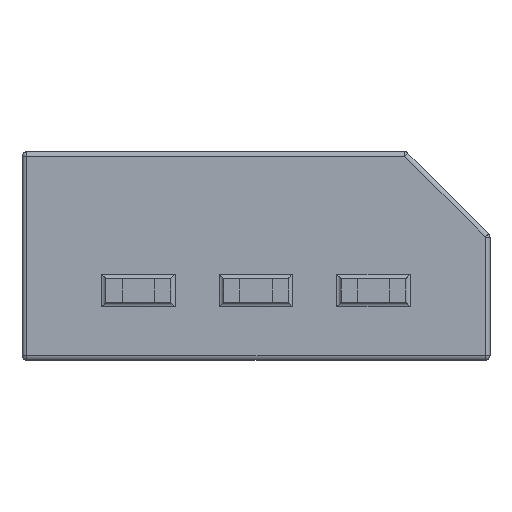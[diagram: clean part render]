
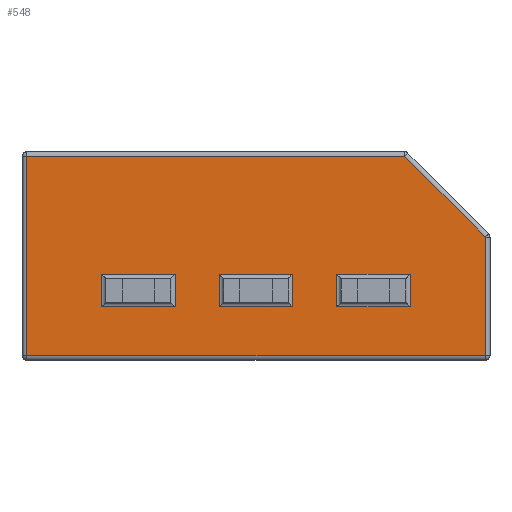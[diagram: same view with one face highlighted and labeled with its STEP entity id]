
A CAD part, front view. The second image highlights one B-rep face of the part: STEP entity #548.
In plain terms, the highlighted planar face has unit normal (0, -1, 0).
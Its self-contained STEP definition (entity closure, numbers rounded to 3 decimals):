
#9 = VERTEX_POINT ( 'NONE', #1704 ) ;
#16 = VERTEX_POINT ( 'NONE', #2107 ) ;
#35 = ORIENTED_EDGE ( 'NONE', *, *, #1716, .T. ) ;
#42 = CARTESIAN_POINT ( 'NONE',  ( 0., 0., -1.1 ) ) ;
#93 = DIRECTION ( 'NONE',  ( 0., 0., -1. ) ) ;
#109 = DIRECTION ( 'NONE',  ( 0., 0., 1. ) ) ;
#140 = VECTOR ( 'NONE', #994, 1000. ) ;
#193 = ORIENTED_EDGE ( 'NONE', *, *, #238, .T. ) ;
#209 = VECTOR ( 'NONE', #539, 1000. ) ;
#238 = EDGE_CURVE ( 'NONE', #1904, #1970, #1544, .T. ) ;
#254 = LINE ( 'NONE', #2328, #1840 ) ;
#332 = CARTESIAN_POINT ( 'NONE',  ( 5.05, 0., -2.15 ) ) ;
#333 = AXIS2_PLACEMENT_3D ( 'NONE', #1724, #532, #1916 ) ;
#340 = VECTOR ( 'NONE', #1921, 1000. ) ;
#365 = EDGE_CURVE ( 'NONE', #1395, #2457, #1515, .T. ) ;
#446 = CARTESIAN_POINT ( 'NONE',  ( -3.338, 0., -1.1 ) ) ;
#470 = EDGE_CURVE ( 'NONE', #1970, #1678, #1720, .T. ) ;
#474 = DIRECTION ( 'NONE',  ( 0., 0., 1. ) ) ;
#478 = FACE_BOUND ( 'NONE', #1403, .T. ) ;
#487 = CARTESIAN_POINT ( 'NONE',  ( -0.798, 0., -1.1 ) ) ;
#492 = LINE ( 'NONE', #1014, #2022 ) ;
#511 = CARTESIAN_POINT ( 'NONE',  ( -1.848, 0., -0.39 ) ) ;
#513 = EDGE_CURVE ( 'NONE', #893, #1896, #1015, .T. ) ;
#514 = LINE ( 'NONE', #1316, #1060 ) ;
#519 = CARTESIAN_POINT ( 'NONE',  ( -1.748, 0., -1. ) ) ;
#532 = DIRECTION ( 'NONE',  ( 0., -1., 0. ) ) ;
#534 = FACE_BOUND ( 'NONE', #1168, .T. ) ;
#539 = DIRECTION ( 'NONE',  ( 1., 0., 0. ) ) ;
#548 = ADVANCED_FACE ( 'NONE', ( #534, #478, #2196, #2528 ), #722, .T. ) ;
#551 = VECTOR ( 'NONE', #1328, 1000. ) ;
#552 = CARTESIAN_POINT ( 'NONE',  ( 0.692, 0., -0.39 ) ) ;
#585 = DIRECTION ( 'NONE',  ( 0., 0., -1. ) ) ;
#608 = VERTEX_POINT ( 'NONE', #1563 ) ;
#626 = DIRECTION ( 'NONE',  ( -1., 0., 0. ) ) ;
#645 = DIRECTION ( 'NONE',  ( -0.707, 0., 0.707 ) ) ;
#649 = CARTESIAN_POINT ( 'NONE',  ( -4.95, 0., 2.15 ) ) ;
#652 = CARTESIAN_POINT ( 'NONE',  ( 1.742, 0., -0.39 ) ) ;
#693 = EDGE_CURVE ( 'NONE', #1027, #1180, #2191, .T. ) ;
#695 = ORIENTED_EDGE ( 'NONE', *, *, #1648, .T. ) ;
#704 = DIRECTION ( 'NONE',  ( 1., 0., 0. ) ) ;
#718 = VECTOR ( 'NONE', #645, 1000. ) ;
#722 = PLANE ( 'NONE',  #333 ) ;
#774 = VECTOR ( 'NONE', #2247, 1000. ) ;
#801 = CARTESIAN_POINT ( 'NONE',  ( 3.209, 0., 2.15 ) ) ;
#810 = EDGE_CURVE ( 'NONE', #9, #1904, #1258, .T. ) ;
#821 = ORIENTED_EDGE ( 'NONE', *, *, #470, .T. ) ;
#834 = LINE ( 'NONE', #519, #551 ) ;
#835 = EDGE_CURVE ( 'NONE', #16, #9, #2432, .T. ) ;
#842 = ORIENTED_EDGE ( 'NONE', *, *, #2375, .T. ) ;
#863 = LINE ( 'NONE', #2463, #2179 ) ;
#874 = VERTEX_POINT ( 'NONE', #446 ) ;
#893 = VERTEX_POINT ( 'NONE', #1057 ) ;
#896 = VERTEX_POINT ( 'NONE', #1839 ) ;
#899 = CARTESIAN_POINT ( 'NONE',  ( -4.95, 0., -2.25 ) ) ;
#928 = CARTESIAN_POINT ( 'NONE',  ( 1.742, 0., -0.49 ) ) ;
#994 = DIRECTION ( 'NONE',  ( 1., 0., 0. ) ) ;
#1014 = CARTESIAN_POINT ( 'NONE',  ( 0., 0., -1.1 ) ) ;
#1015 = LINE ( 'NONE', #511, #1776 ) ;
#1027 = VERTEX_POINT ( 'NONE', #1309 ) ;
#1040 = CARTESIAN_POINT ( 'NONE',  ( 3.332, 0., -1.1 ) ) ;
#1057 = CARTESIAN_POINT ( 'NONE',  ( -3.338, 0., -0.39 ) ) ;
#1060 = VECTOR ( 'NONE', #109, 1000. ) ;
#1139 = EDGE_CURVE ( 'NONE', #608, #1395, #254, .T. ) ;
#1155 = EDGE_CURVE ( 'NONE', #2457, #2577, #2562, .T. ) ;
#1168 = EDGE_LOOP ( 'NONE', ( #2005, #2418, #1578, #2082 ) ) ;
#1180 = VERTEX_POINT ( 'NONE', #1941 ) ;
#1214 = DIRECTION ( 'NONE',  ( -1., 0., 0. ) ) ;
#1218 = LINE ( 'NONE', #1975, #140 ) ;
#1258 = LINE ( 'NONE', #1834, #718 ) ;
#1296 = CARTESIAN_POINT ( 'NONE',  ( 1.742, 0., -1.1 ) ) ;
#1300 = ORIENTED_EDGE ( 'NONE', *, *, #513, .T. ) ;
#1309 = CARTESIAN_POINT ( 'NONE',  ( 0.792, 0., -0.39 ) ) ;
#1316 = CARTESIAN_POINT ( 'NONE',  ( -3.338, 0., -0.49 ) ) ;
#1328 = DIRECTION ( 'NONE',  ( 0., 0., -1. ) ) ;
#1334 = DIRECTION ( 'NONE',  ( -1., 0., 0. ) ) ;
#1338 = DIRECTION ( 'NONE',  ( 0., 0., -1. ) ) ;
#1395 = VERTEX_POINT ( 'NONE', #1040 ) ;
#1403 = EDGE_LOOP ( 'NONE', ( #1923, #2448, #2157, #695 ) ) ;
#1418 = VERTEX_POINT ( 'NONE', #1450 ) ;
#1450 = CARTESIAN_POINT ( 'NONE',  ( -0.798, 0., -0.39 ) ) ;
#1462 = DIRECTION ( 'NONE',  ( -1., 0., 0. ) ) ;
#1480 = VECTOR ( 'NONE', #1750, 1000. ) ;
#1515 = LINE ( 'NONE', #42, #1638 ) ;
#1517 = VECTOR ( 'NONE', #93, 1000. ) ;
#1527 = LINE ( 'NONE', #1539, #2050 ) ;
#1539 = CARTESIAN_POINT ( 'NONE',  ( 0., 0., -1.1 ) ) ;
#1544 = LINE ( 'NONE', #1627, #2465 ) ;
#1548 = VERTEX_POINT ( 'NONE', #487 ) ;
#1563 = CARTESIAN_POINT ( 'NONE',  ( 3.332, 0., -0.39 ) ) ;
#1578 = ORIENTED_EDGE ( 'NONE', *, *, #1139, .T. ) ;
#1595 = EDGE_CURVE ( 'NONE', #874, #893, #514, .T. ) ;
#1627 = CARTESIAN_POINT ( 'NONE',  ( -5.05, 0., 2.15 ) ) ;
#1638 = VECTOR ( 'NONE', #1462, 1000. ) ;
#1648 = EDGE_CURVE ( 'NONE', #1180, #1548, #1527, .T. ) ;
#1654 = ORIENTED_EDGE ( 'NONE', *, *, #1595, .T. ) ;
#1678 = VERTEX_POINT ( 'NONE', #2134 ) ;
#1704 = CARTESIAN_POINT ( 'NONE',  ( 4.95, 0., 0.409 ) ) ;
#1716 = EDGE_CURVE ( 'NONE', #1678, #16, #2477, .T. ) ;
#1720 = LINE ( 'NONE', #899, #1517 ) ;
#1724 = CARTESIAN_POINT ( 'NONE',  ( 0., 0., 0. ) ) ;
#1728 = EDGE_LOOP ( 'NONE', ( #821, #35, #1759, #2530, #193 ) ) ;
#1750 = DIRECTION ( 'NONE',  ( 1., 0., 0. ) ) ;
#1759 = ORIENTED_EDGE ( 'NONE', *, *, #835, .T. ) ;
#1767 = EDGE_LOOP ( 'NONE', ( #1654, #1300, #842, #1784 ) ) ;
#1776 = VECTOR ( 'NONE', #704, 1000. ) ;
#1784 = ORIENTED_EDGE ( 'NONE', *, *, #1917, .T. ) ;
#1834 = CARTESIAN_POINT ( 'NONE',  ( 2.679, 0., 2.679 ) ) ;
#1838 = EDGE_CURVE ( 'NONE', #2577, #608, #1218, .T. ) ;
#1839 = CARTESIAN_POINT ( 'NONE',  ( -1.748, 0., -1.1 ) ) ;
#1840 = VECTOR ( 'NONE', #1338, 1000. ) ;
#1896 = VERTEX_POINT ( 'NONE', #2380 ) ;
#1904 = VERTEX_POINT ( 'NONE', #801 ) ;
#1916 = DIRECTION ( 'NONE',  ( 0., 0., -1. ) ) ;
#1917 = EDGE_CURVE ( 'NONE', #896, #874, #492, .T. ) ;
#1921 = DIRECTION ( 'NONE',  ( 0., 0., 1. ) ) ;
#1923 = ORIENTED_EDGE ( 'NONE', *, *, #2533, .T. ) ;
#1941 = CARTESIAN_POINT ( 'NONE',  ( 0.792, 0., -1.1 ) ) ;
#1970 = VERTEX_POINT ( 'NONE', #649 ) ;
#1975 = CARTESIAN_POINT ( 'NONE',  ( 3.232, 0., -0.39 ) ) ;
#2005 = ORIENTED_EDGE ( 'NONE', *, *, #1155, .T. ) ;
#2022 = VECTOR ( 'NONE', #1214, 1000. ) ;
#2042 = CARTESIAN_POINT ( 'NONE',  ( 4.95, 0., 0.45 ) ) ;
#2050 = VECTOR ( 'NONE', #1334, 1000. ) ;
#2064 = VECTOR ( 'NONE', #585, 1000. ) ;
#2082 = ORIENTED_EDGE ( 'NONE', *, *, #365, .T. ) ;
#2107 = CARTESIAN_POINT ( 'NONE',  ( 4.95, 0., -2.15 ) ) ;
#2134 = CARTESIAN_POINT ( 'NONE',  ( -4.95, 0., -2.15 ) ) ;
#2157 = ORIENTED_EDGE ( 'NONE', *, *, #693, .T. ) ;
#2179 = VECTOR ( 'NONE', #474, 1000. ) ;
#2183 = CARTESIAN_POINT ( 'NONE',  ( 0.792, 0., -1. ) ) ;
#2191 = LINE ( 'NONE', #2183, #2064 ) ;
#2196 = FACE_BOUND ( 'NONE', #1767, .T. ) ;
#2229 = EDGE_CURVE ( 'NONE', #1418, #1027, #2516, .T. ) ;
#2247 = DIRECTION ( 'NONE',  ( 0., 0., 1. ) ) ;
#2328 = CARTESIAN_POINT ( 'NONE',  ( 3.332, 0., -1. ) ) ;
#2375 = EDGE_CURVE ( 'NONE', #1896, #896, #834, .T. ) ;
#2380 = CARTESIAN_POINT ( 'NONE',  ( -1.748, 0., -0.39 ) ) ;
#2418 = ORIENTED_EDGE ( 'NONE', *, *, #1838, .T. ) ;
#2432 = LINE ( 'NONE', #2042, #774 ) ;
#2448 = ORIENTED_EDGE ( 'NONE', *, *, #2229, .T. ) ;
#2457 = VERTEX_POINT ( 'NONE', #1296 ) ;
#2463 = CARTESIAN_POINT ( 'NONE',  ( -0.798, 0., -0.49 ) ) ;
#2465 = VECTOR ( 'NONE', #626, 1000. ) ;
#2477 = LINE ( 'NONE', #332, #209 ) ;
#2516 = LINE ( 'NONE', #552, #1480 ) ;
#2528 = FACE_OUTER_BOUND ( 'NONE', #1728, .T. ) ;
#2530 = ORIENTED_EDGE ( 'NONE', *, *, #810, .T. ) ;
#2533 = EDGE_CURVE ( 'NONE', #1548, #1418, #863, .T. ) ;
#2562 = LINE ( 'NONE', #928, #340 ) ;
#2577 = VERTEX_POINT ( 'NONE', #652 ) ;
